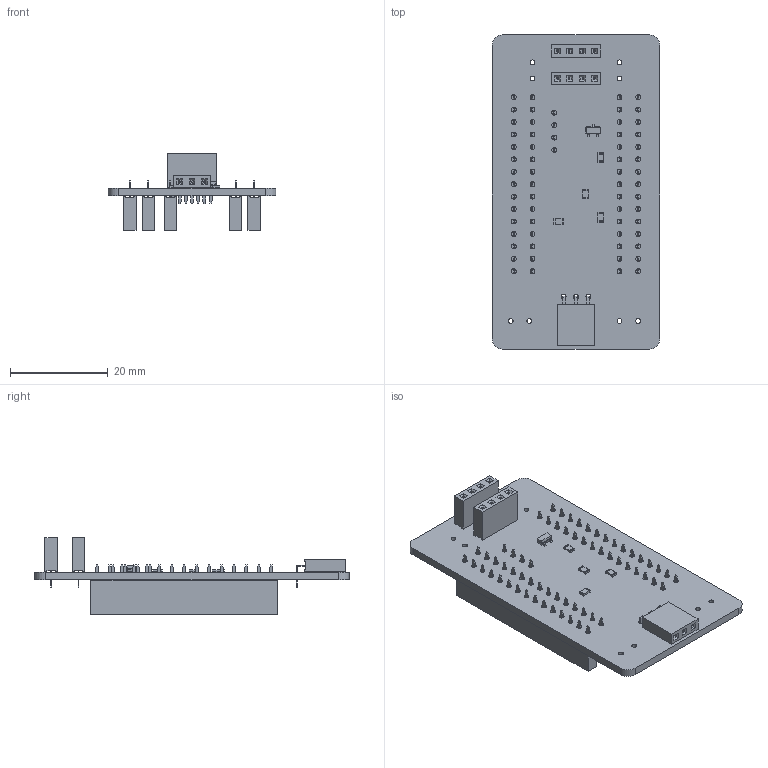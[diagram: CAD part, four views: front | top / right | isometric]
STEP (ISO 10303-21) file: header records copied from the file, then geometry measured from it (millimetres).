
FILE_DESCRIPTION(('KiCad electronic assembly'),'2;1');
FILE_NAME('amazon_ready_station.step','2021-03-24T15:46:16',('An Author' ),('A Company'),'Open CASCADE STEP processor 7.5', 'KiCad to STEP converter','Unknown');
FILE_SCHEMA(('AUTOMOTIVE_DESIGN { 1 0 10303 214 1 1 1 1 }'));
Length unit declared in the file: millimetre
Products named in the file (12): Open CASCADE STEP translator 7.5 1; PinSocket_1x03_P2.54mm_Horizontal; SOLID; PinSocket_1x04_P2.54mm_Vertical; R_0805_2012Metric; SOT-23; PinSocket_1x15_P2.54mm_Vertical; COMPOUND
Assembly tree (19 placements, depth 3):
  Open CASCADE STEP translator 7.5 1
    PinSocket_1x03_P2.54mm_Horizontal
      SOLID
    PinSocket_1x04_P2.54mm_Vertical  x3
      SOLID
    R_0805_2012Metric  x4
      SOLID
    SOT-23
      SOLID
    PinSocket_1x15_P2.54mm_Vertical  x4
      SOLID
    COMPOUND
Bounding box: 34.29 x 64.14 x 15.7 mm (x, y, z)
Volume: 6630.6 mm3; surface area: 10629 mm2
Topology: 14 solids, 14 shells, 2690 faces, 6953 edges, 4516 vertices
Faces by surface type: plane 2526, cylinder 137, bspline 27
Full cylindrical faces by diameter (mm): 1 x83
Entity records: 65084 total; most frequent: CARTESIAN_POINT 10044, DIRECTION 9107, LINE 6631, VECTOR 6631, ORIENTED_EDGE 4778, PCURVE 4778, DEFINITIONAL_REPRESENTATION 4778, EDGE_CURVE 2389
